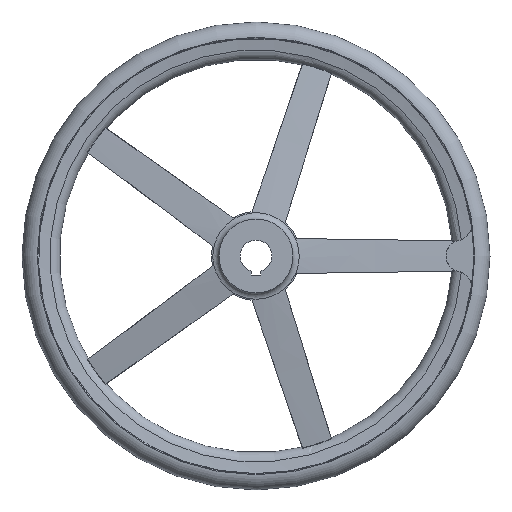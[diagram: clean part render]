
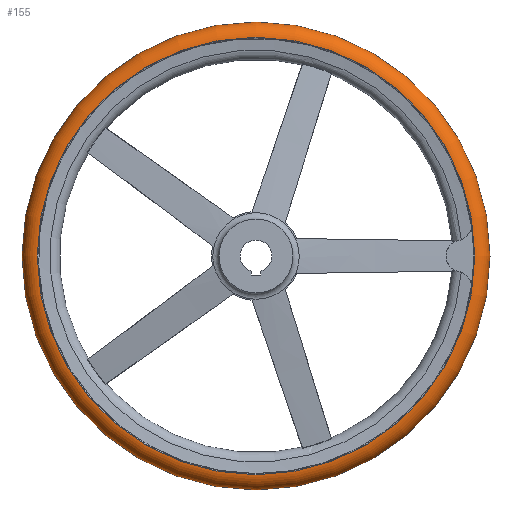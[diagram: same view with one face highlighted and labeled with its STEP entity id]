
A CAD part, front view. The second image highlights one B-rep face of the part: STEP entity #155.
In plain terms, the highlighted toroidal (fillet/blend) face has major radius 233 mm and minor radius 17 mm.
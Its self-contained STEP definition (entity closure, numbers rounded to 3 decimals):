
#155 = ADVANCED_FACE( '', ( #330, #331, #332 ), #333, .T. );
#330 = FACE_BOUND( '', #528, .T. );
#331 = FACE_OUTER_BOUND( '', #529, .T. );
#332 = FACE_OUTER_BOUND( '', #530, .T. );
#333 = TOROIDAL_SURFACE( '', #531, 233., 17. );
#528 = VERTEX_LOOP( '', #949 );
#529 = EDGE_LOOP( '', ( #950 ) );
#530 = EDGE_LOOP( '', ( #951 ) );
#531 = AXIS2_PLACEMENT_3D( '', #952, #953, #954 );
#949 = VERTEX_POINT( '', #1316 );
#950 = ORIENTED_EDGE( '', *, *, #1317, .T. );
#951 = ORIENTED_EDGE( '', *, *, #1148, .F. );
#952 = CARTESIAN_POINT( '', ( 0., 55., 0. ) );
#953 = DIRECTION( '', ( 0., -1., 0. ) );
#954 = DIRECTION( '', ( 0., 0., -1. ) );
#1148 = EDGE_CURVE( '', #1366, #1366, #1367, .T. );
#1316 = CARTESIAN_POINT( '', ( 0., 55., -250. ) );
#1317 = EDGE_CURVE( '', #1631, #1631, #1632, .T. );
#1366 = VERTEX_POINT( '', #1693 );
#1367 = CIRCLE( '', #1694, 233.708 );
#1631 = VERTEX_POINT( '', #2527 );
#1632 = CIRCLE( '', #2528, 233.708 );
#1693 = CARTESIAN_POINT( '', ( 0., 38.015, -233.708 ) );
#1694 = AXIS2_PLACEMENT_3D( '', #2686, #2687, #2688 );
#2527 = CARTESIAN_POINT( '', ( 0., 71.985, -233.708 ) );
#2528 = AXIS2_PLACEMENT_3D( '', #2855, #2856, #2857 );
#2686 = CARTESIAN_POINT( '', ( 0., 38.015, 0. ) );
#2687 = DIRECTION( '', ( 0., -1., 0. ) );
#2688 = DIRECTION( '', ( 0., 0., -1. ) );
#2855 = CARTESIAN_POINT( '', ( 0., 71.985, 0. ) );
#2856 = DIRECTION( '', ( 0., -1., 0. ) );
#2857 = DIRECTION( '', ( 0., 0., -1. ) );
